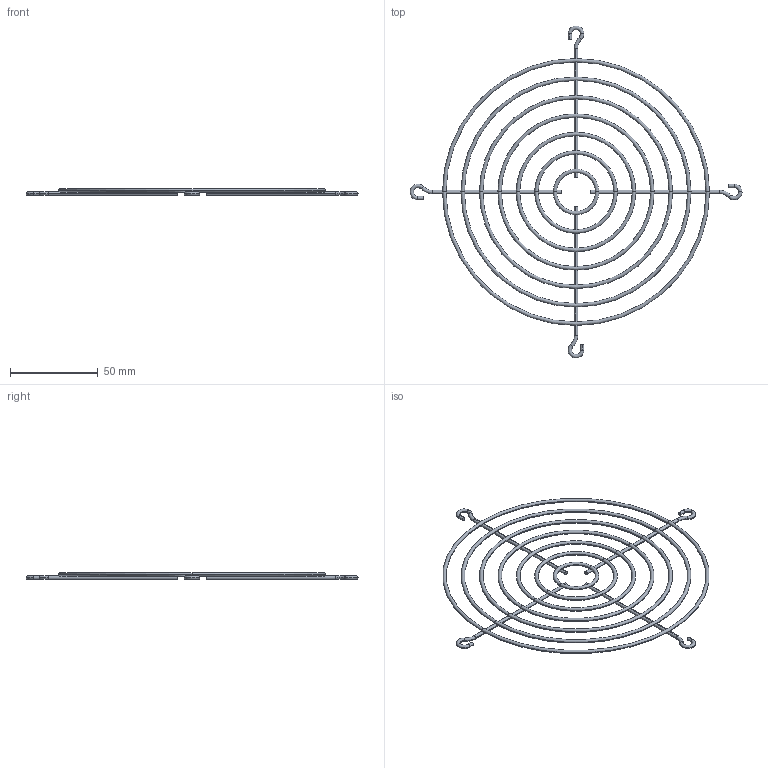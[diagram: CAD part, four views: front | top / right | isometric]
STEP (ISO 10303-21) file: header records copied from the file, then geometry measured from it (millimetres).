
FILE_DESCRIPTION (( 'STEP AP214' ), '1' );
FILE_NAME ('5RE1502_RETE ASPIRANTE_DIC140_F762B.STEP', '2023-10-26T09:08:14', ( '' ), ( '' ), 'SwSTEP 2.0', 'SolidWorks 2022', '' );
FILE_SCHEMA (( 'AUTOMOTIVE_DESIGN' ));
Length unit declared in the file: millimetre
Products named in the file (1): 5RE1502_RETE ASPIRANTE_DIC140_F762B
Bounding box: 189 x 189 x 3.95 mm (x, y, z)
Volume: 7228.7 mm3; surface area: 14465.5 mm2
Topology: 1 solids, 1 shells, 72 faces, 228 edges, 136 vertices
Faces by surface type: torus 48, cylinder 16, plane 8
Entity records: 3076 total; most frequent: CARTESIAN_POINT 941, DIRECTION 460, ORIENTED_EDGE 456, EDGE_CURVE 228, AXIS2_PLACEMENT_3D 215, CIRCLE 142, VERTEX_POINT 136, EDGE_LOOP 100
